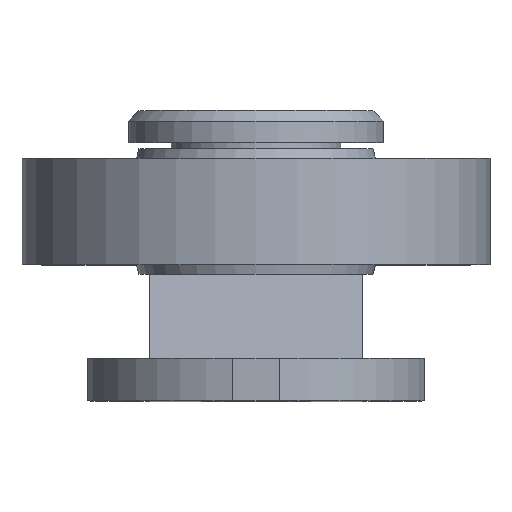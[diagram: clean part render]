
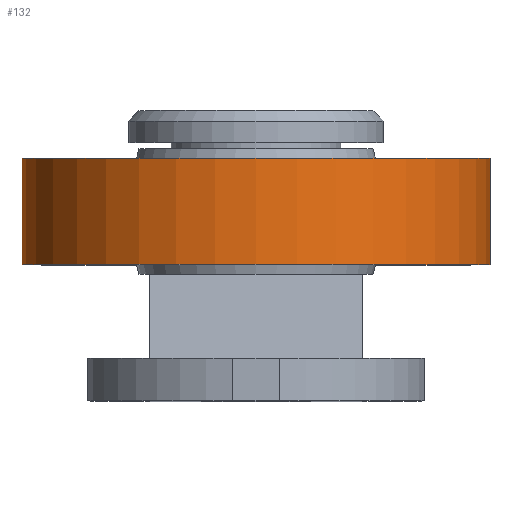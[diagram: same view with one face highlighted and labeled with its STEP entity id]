
A CAD part, top view. The second image highlights one B-rep face of the part: STEP entity #132.
In plain terms, the highlighted cylindrical face has radius 11 mm (diameter 22 mm), a partial arc.
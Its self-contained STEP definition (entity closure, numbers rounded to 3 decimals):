
#132=ADVANCED_FACE('',(#292),#293,.T.);
#292=FACE_OUTER_BOUND('',#453,.T.);
#293=CYLINDRICAL_SURFACE('',#454,11.0);
#453=EDGE_LOOP('',(#995,#996,#997,#998));
#454=AXIS2_PLACEMENT_3D('',#999,#1000,#1001);
#995=ORIENTED_EDGE('',*,*,#1129,.T.);
#996=ORIENTED_EDGE('',*,*,#1175,.F.);
#997=ORIENTED_EDGE('',*,*,#1174,.F.);
#998=ORIENTED_EDGE('',*,*,#1176,.T.);
#999=CARTESIAN_POINT('',(-8.0,3.705,-30.0));
#1000=DIRECTION('',(0.0,-1.0,-0.0));
#1001=DIRECTION('',(1.0,0.0,0.0));
#1129=EDGE_CURVE('',#1376,#1377,#1378,.T.);
#1174=EDGE_CURVE('',#1450,#1451,#1453,.T.);
#1175=EDGE_CURVE('',#1451,#1377,#1454,.T.);
#1176=EDGE_CURVE('',#1450,#1376,#1455,.T.);
#1376=VERTEX_POINT('',#1735);
#1377=VERTEX_POINT('',#1736);
#1378=CIRCLE('',#1737,11.0);
#1450=VERTEX_POINT('',#1823);
#1451=VERTEX_POINT('',#1824);
#1453=CIRCLE('',#1826,11.0);
#1454=LINE('',#1827,#1828);
#1455=LINE('',#1829,#1830);
#1735=CARTESIAN_POINT('',(-19.0,4.45,-30.0));
#1736=CARTESIAN_POINT('',(3.0,4.45,-30.0));
#1737=AXIS2_PLACEMENT_3D('',#2031,#2032,#2033);
#1823=CARTESIAN_POINT('',(-19.0,9.45,-30.0));
#1824=CARTESIAN_POINT('',(3.0,9.45,-30.0));
#1826=AXIS2_PLACEMENT_3D('',#2138,#2139,#2140);
#1827=CARTESIAN_POINT('',(3.0,9.45,-30.0));
#1828=VECTOR('',#2141,5.0);
#1829=CARTESIAN_POINT('',(-19.0,9.45,-30.0));
#1830=VECTOR('',#2142,5.0);
#2031=CARTESIAN_POINT('',(-8.0,4.45,-30.0));
#2032=DIRECTION('',(0.0,1.0,0.0));
#2033=DIRECTION('',(-1.0,0.0,0.0));
#2138=CARTESIAN_POINT('',(-8.0,9.45,-30.0));
#2139=DIRECTION('',(0.0,1.0,0.0));
#2140=DIRECTION('',(-1.0,0.0,0.0));
#2141=DIRECTION('',(0.0,-1.0,0.0));
#2142=DIRECTION('',(0.0,-1.0,0.0));
